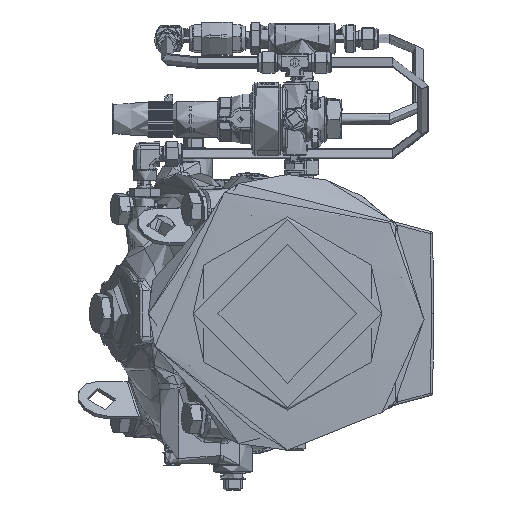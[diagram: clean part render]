
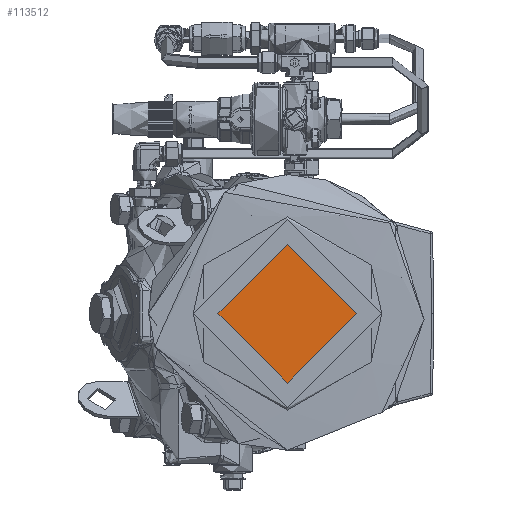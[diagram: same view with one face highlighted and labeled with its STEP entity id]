
A CAD part, left-side view. The second image highlights one B-rep face of the part: STEP entity #113512.
In plain terms, the highlighted planar face has unit normal (-1, 0, 0).
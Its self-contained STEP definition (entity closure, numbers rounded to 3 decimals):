
#19290 = CARTESIAN_POINT ( 'NONE',  ( -175., 0., 0. ) ) ;
#37077 = AXIS2_PLACEMENT_3D ( 'NONE', #303205, #139011, #350603 ) ;
#47246 = DIRECTION ( 'NONE',  ( 0., 0., 1. ) ) ;
#85091 = FACE_OUTER_BOUND ( 'NONE', #236622, .T. ) ;
#108649 = VERTEX_POINT ( 'NONE', #266787 ) ;
#111776 = EDGE_CURVE ( 'NONE', #108649, #108649, #339398, .T. ) ;
#113512 = ADVANCED_FACE ( 'NONE', ( #85091 ), #185350, .T. ) ;
#139011 = DIRECTION ( 'NONE',  ( -1., 0., 0. ) ) ;
#185350 = PLANE ( 'NONE',  #37077 ) ;
#190645 = AXIS2_PLACEMENT_3D ( 'NONE', #19290, #213932, #47246 ) ;
#213932 = DIRECTION ( 'NONE',  ( -1., 0., 0. ) ) ;
#236622 = EDGE_LOOP ( 'NONE', ( #286149 ) ) ;
#266787 = CARTESIAN_POINT ( 'NONE',  ( -175., 0., 57.508 ) ) ;
#286149 = ORIENTED_EDGE ( 'NONE', *, *, #111776, .T. ) ;
#303205 = CARTESIAN_POINT ( 'NONE',  ( -175., 0., 0. ) ) ;
#339398 = CIRCLE ( 'NONE', #190645, 57.508 ) ;
#350603 = DIRECTION ( 'NONE',  ( 0., 0., 1. ) ) ;
